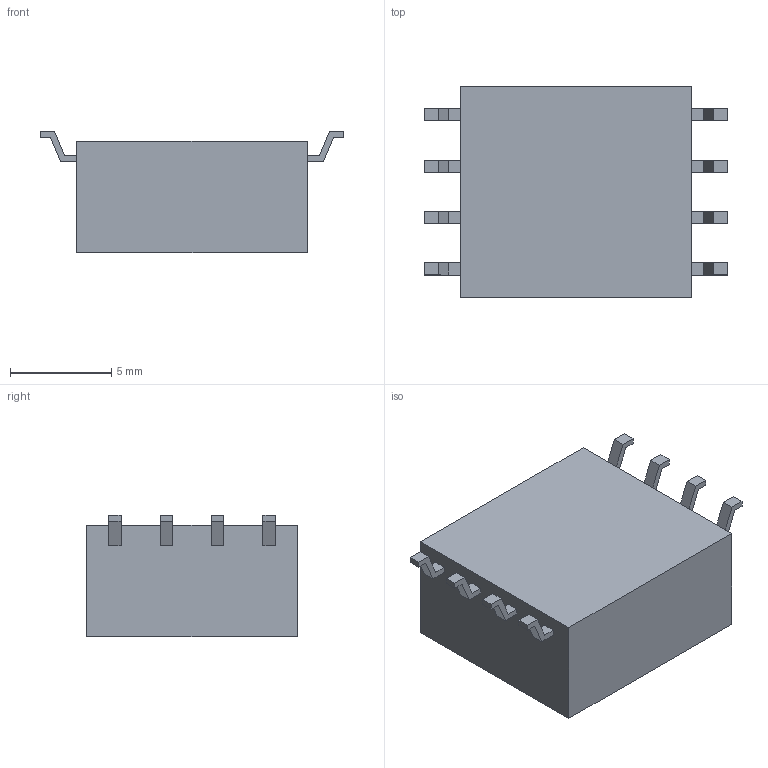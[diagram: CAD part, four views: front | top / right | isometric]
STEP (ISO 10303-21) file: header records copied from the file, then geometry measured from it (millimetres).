
FILE_DESCRIPTION (( 'STEP AP214' ), '1' );
FILE_NAME ('PLC-002.STEP', '2019-03-08T04:00:24', ( '' ), ( '' ), 'SwSTEP 2.0', 'SolidWorks 2018', '' );
FILE_SCHEMA (( 'AUTOMOTIVE_DESIGN' ));
Length unit declared in the file: millimetre
Products named in the file (1): PLC-002
Bounding box: 15 x 10.4 x 6 mm (x, y, z)
Volume: 655.8 mm3; surface area: 514.4 mm2
Topology: 1 solids, 1 shells, 78 faces, 204 edges, 136 vertices
Faces by surface type: plane 78
Entity records: 3174 total; most frequent: CARTESIAN_POINT 419, ORIENTED_EDGE 408, DIRECTION 362, EDGE_CURVE 204, LINE 204, VECTOR 204, VERTEX_POINT 136, EDGE_LOOP 86
